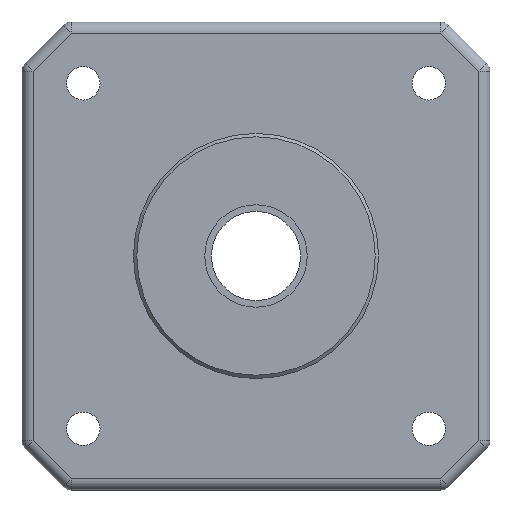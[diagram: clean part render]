
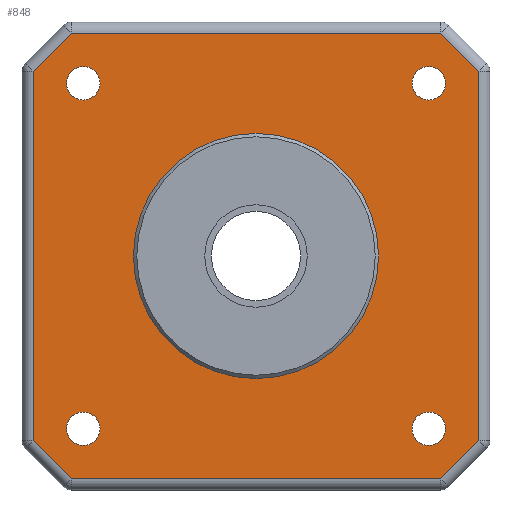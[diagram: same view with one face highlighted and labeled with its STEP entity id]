
A CAD part, front view. The second image highlights one B-rep face of the part: STEP entity #848.
In plain terms, the highlighted planar face has unit normal (0, -1, 0).
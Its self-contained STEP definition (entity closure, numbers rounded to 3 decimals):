
#15=FACE_BOUND('',#302,.T.);
#16=FACE_BOUND('',#303,.T.);
#17=FACE_BOUND('',#304,.T.);
#18=FACE_BOUND('',#305,.T.);
#19=FACE_BOUND('',#306,.T.);
#38=PLANE('',#952);
#59=LINE('',#1303,#131);
#65=LINE('',#1332,#137);
#71=LINE('',#1361,#143);
#75=LINE('',#1377,#147);
#77=LINE('',#1380,#149);
#79=LINE('',#1383,#151);
#81=LINE('',#1386,#153);
#83=LINE('',#1389,#155);
#131=VECTOR('',#1036,10.);
#137=VECTOR('',#1068,10.);
#143=VECTOR('',#1100,10.);
#147=VECTOR('',#1118,10.);
#149=VECTOR('',#1122,10.);
#151=VECTOR('',#1126,10.);
#153=VECTOR('',#1130,10.);
#155=VECTOR('',#1134,10.);
#249=FACE_OUTER_BOUND('',#301,.T.);
#301=EDGE_LOOP('',(#691,#692,#693,#694,#695,#696,#697,#698));
#302=EDGE_LOOP('',(#699));
#303=EDGE_LOOP('',(#700));
#304=EDGE_LOOP('',(#701));
#305=EDGE_LOOP('',(#702));
#306=EDGE_LOOP('',(#703));
#368=CIRCLE('',#953,1.5);
#369=CIRCLE('',#954,1.5);
#370=CIRCLE('',#955,1.5);
#371=CIRCLE('',#956,1.5);
#372=CIRCLE('',#957,11.);
#384=VERTEX_POINT('',#1265);
#389=VERTEX_POINT('',#1278);
#394=VERTEX_POINT('',#1291);
#399=VERTEX_POINT('',#1307);
#404=VERTEX_POINT('',#1320);
#409=VERTEX_POINT('',#1336);
#414=VERTEX_POINT('',#1349);
#419=VERTEX_POINT('',#1365);
#431=VERTEX_POINT('',#1418);
#432=VERTEX_POINT('',#1420);
#433=VERTEX_POINT('',#1422);
#434=VERTEX_POINT('',#1424);
#435=VERTEX_POINT('',#1426);
#472=EDGE_CURVE('',#384,#394,#59,.T.);
#486=EDGE_CURVE('',#394,#404,#65,.T.);
#500=EDGE_CURVE('',#404,#414,#71,.T.);
#508=EDGE_CURVE('',#414,#419,#75,.T.);
#510=EDGE_CURVE('',#419,#409,#77,.T.);
#512=EDGE_CURVE('',#409,#399,#79,.T.);
#514=EDGE_CURVE('',#399,#389,#81,.T.);
#516=EDGE_CURVE('',#389,#384,#83,.T.);
#531=EDGE_CURVE('',#431,#431,#368,.T.);
#532=EDGE_CURVE('',#432,#432,#369,.T.);
#533=EDGE_CURVE('',#433,#433,#370,.T.);
#534=EDGE_CURVE('',#434,#434,#371,.T.);
#535=EDGE_CURVE('',#435,#435,#372,.T.);
#691=ORIENTED_EDGE('',*,*,#472,.F.);
#692=ORIENTED_EDGE('',*,*,#516,.F.);
#693=ORIENTED_EDGE('',*,*,#514,.F.);
#694=ORIENTED_EDGE('',*,*,#512,.F.);
#695=ORIENTED_EDGE('',*,*,#510,.F.);
#696=ORIENTED_EDGE('',*,*,#508,.F.);
#697=ORIENTED_EDGE('',*,*,#500,.F.);
#698=ORIENTED_EDGE('',*,*,#486,.F.);
#699=ORIENTED_EDGE('',*,*,#531,.T.);
#700=ORIENTED_EDGE('',*,*,#532,.T.);
#701=ORIENTED_EDGE('',*,*,#533,.T.);
#702=ORIENTED_EDGE('',*,*,#534,.T.);
#703=ORIENTED_EDGE('',*,*,#535,.T.);
#848=ADVANCED_FACE('',(#249,#15,#16,#17,#18,#19),#38,.T.);
#952=AXIS2_PLACEMENT_3D('',#1417,#1159,#1160);
#953=AXIS2_PLACEMENT_3D('',#1419,#1161,#1162);
#954=AXIS2_PLACEMENT_3D('',#1421,#1163,#1164);
#955=AXIS2_PLACEMENT_3D('',#1423,#1165,#1166);
#956=AXIS2_PLACEMENT_3D('',#1425,#1167,#1168);
#957=AXIS2_PLACEMENT_3D('',#1427,#1169,#1170);
#1036=DIRECTION('',(0.707,0.,-0.707));
#1068=DIRECTION('',(0.,0.,-1.));
#1100=DIRECTION('',(-0.707,0.,-0.707));
#1118=DIRECTION('',(-1.,0.,0.));
#1122=DIRECTION('',(-0.707,0.,0.707));
#1126=DIRECTION('',(0.,0.,1.));
#1130=DIRECTION('',(0.707,0.,0.707));
#1134=DIRECTION('',(1.,0.,0.));
#1159=DIRECTION('center_axis',(0.,-1.,0.));
#1160=DIRECTION('ref_axis',(-1.,0.,0.));
#1161=DIRECTION('center_axis',(0.,1.,0.));
#1162=DIRECTION('ref_axis',(-1.,0.,0.));
#1163=DIRECTION('center_axis',(0.,1.,0.));
#1164=DIRECTION('ref_axis',(-1.,0.,0.));
#1165=DIRECTION('center_axis',(0.,1.,0.));
#1166=DIRECTION('ref_axis',(-1.,0.,0.));
#1167=DIRECTION('center_axis',(0.,1.,0.));
#1168=DIRECTION('ref_axis',(-1.,0.,0.));
#1169=DIRECTION('center_axis',(0.,1.,0.));
#1170=DIRECTION('ref_axis',(-1.,0.,0.));
#1265=CARTESIAN_POINT('',(37.586,-14.891,-1.));
#1278=CARTESIAN_POINT('',(4.414,-14.891,-1.));
#1291=CARTESIAN_POINT('',(41.,-14.891,-4.414));
#1303=CARTESIAN_POINT('',(40.293,-14.891,-3.707));
#1307=CARTESIAN_POINT('',(1.,-14.891,-4.414));
#1320=CARTESIAN_POINT('',(41.,-14.891,-37.586));
#1332=CARTESIAN_POINT('',(41.,-14.891,-29.5));
#1336=CARTESIAN_POINT('',(1.,-14.891,-37.586));
#1349=CARTESIAN_POINT('',(37.586,-14.891,-41.));
#1361=CARTESIAN_POINT('',(38.293,-14.891,-40.293));
#1365=CARTESIAN_POINT('',(4.414,-14.891,-41.));
#1377=CARTESIAN_POINT('',(12.5,-14.891,-41.));
#1380=CARTESIAN_POINT('',(1.707,-14.891,-38.293));
#1383=CARTESIAN_POINT('',(1.,-14.891,-12.5));
#1386=CARTESIAN_POINT('',(3.707,-14.891,-1.707));
#1389=CARTESIAN_POINT('',(29.5,-14.891,-1.));
#1417=CARTESIAN_POINT('Origin',(21.,-14.891,-21.));
#1418=CARTESIAN_POINT('',(7.,-14.891,-36.5));
#1419=CARTESIAN_POINT('Origin',(5.5,-14.891,-36.5));
#1420=CARTESIAN_POINT('',(38.,-14.891,-5.5));
#1421=CARTESIAN_POINT('Origin',(36.5,-14.891,-5.5));
#1422=CARTESIAN_POINT('',(7.,-14.891,-5.5));
#1423=CARTESIAN_POINT('Origin',(5.5,-14.891,-5.5));
#1424=CARTESIAN_POINT('',(38.,-14.891,-36.5));
#1425=CARTESIAN_POINT('Origin',(36.5,-14.891,-36.5));
#1426=CARTESIAN_POINT('',(32.,-14.891,-21.));
#1427=CARTESIAN_POINT('Origin',(21.,-14.891,-21.));
